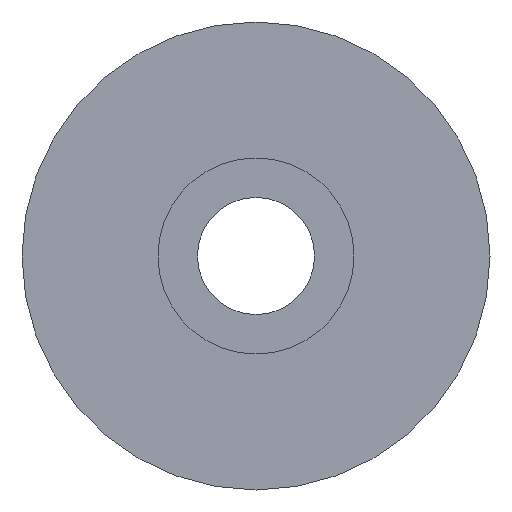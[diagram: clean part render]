
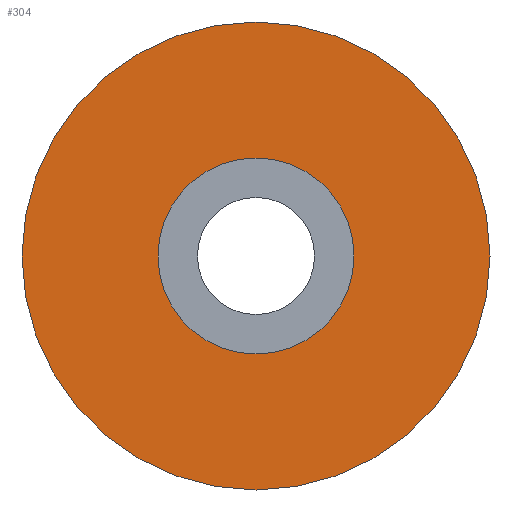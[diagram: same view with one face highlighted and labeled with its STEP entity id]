
A CAD part, front view. The second image highlights one B-rep face of the part: STEP entity #304.
In plain terms, the highlighted planar face has unit normal (0, -1, 0).
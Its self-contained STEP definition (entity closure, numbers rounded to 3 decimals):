
#2 = CARTESIAN_POINT ( 'NONE',  ( 0., 0., 0. ) ) ;
#3 = DIRECTION ( 'NONE',  ( 0., -1., 0. ) ) ;
#4 = DIRECTION ( 'NONE',  ( 0., 0., -1. ) ) ;
#11 = CARTESIAN_POINT ( 'NONE',  ( 0., 0., 0. ) ) ;
#12 = DIRECTION ( 'NONE',  ( 0., -1., 0. ) ) ;
#13 = DIRECTION ( 'NONE',  ( 0., 0., -1. ) ) ;
#30 = CARTESIAN_POINT ( 'NONE',  ( 0., 0., 0. ) ) ;
#31 = DIRECTION ( 'NONE',  ( 0., -1., 0. ) ) ;
#32 = DIRECTION ( 'NONE',  ( 0., 0., -1. ) ) ;
#62 = EDGE_LOOP ( 'NONE', ( #204, #205 ) ) ;
#63 = EDGE_LOOP ( 'NONE', ( #219, #218 ) ) ;
#66 = AXIS2_PLACEMENT_3D ( 'NONE', #143, #144, #145 ) ;
#69 = AXIS2_PLACEMENT_3D ( 'NONE', #131, #139, #140 ) ;
#73 = AXIS2_PLACEMENT_3D ( 'NONE', #2, #3, #4 ) ;
#75 = AXIS2_PLACEMENT_3D ( 'NONE', #11, #12, #13 ) ;
#80 = AXIS2_PLACEMENT_3D ( 'NONE', #30, #31, #32 ) ;
#105 = CARTESIAN_POINT ( 'NONE',  ( 0., 0., 3.35 ) ) ;
#107 = CARTESIAN_POINT ( 'NONE',  ( 0., 0., -3.35 ) ) ;
#110 = CARTESIAN_POINT ( 'NONE',  ( 0., 0., -8. ) ) ;
#111 = CARTESIAN_POINT ( 'NONE',  ( 0., 0., 8. ) ) ;
#131 = CARTESIAN_POINT ( 'NONE',  ( -3.35, 0., 0. ) ) ;
#138 = PLANE ( 'NONE',  #69 ) ;
#139 = DIRECTION ( 'NONE',  ( 0., 1., 0. ) ) ;
#140 = DIRECTION ( 'NONE',  ( 0., 0., 1. ) ) ;
#143 = CARTESIAN_POINT ( 'NONE',  ( 0., 0., 0. ) ) ;
#144 = DIRECTION ( 'NONE',  ( 0., -1., 0. ) ) ;
#145 = DIRECTION ( 'NONE',  ( 0., 0., -1. ) ) ;
#204 = ORIENTED_EDGE ( 'NONE', *, *, #315, .F. ) ;
#205 = ORIENTED_EDGE ( 'NONE', *, *, #319, .F. ) ;
#206 = VERTEX_POINT ( 'NONE', #107 ) ;
#208 = VERTEX_POINT ( 'NONE', #110 ) ;
#211 = VERTEX_POINT ( 'NONE', #111 ) ;
#213 = VERTEX_POINT ( 'NONE', #105 ) ;
#218 = ORIENTED_EDGE ( 'NONE', *, *, #324, .T. ) ;
#219 = ORIENTED_EDGE ( 'NONE', *, *, #307, .T. ) ;
#224 = CIRCLE ( 'NONE', #66, 8. ) ;
#234 = FACE_BOUND ( 'NONE', #62, .T. ) ;
#237 = FACE_OUTER_BOUND ( 'NONE', #63, .T. ) ;
#244 = CIRCLE ( 'NONE', #73, 3.35 ) ;
#252 = CIRCLE ( 'NONE', #75, 3.35 ) ;
#259 = CIRCLE ( 'NONE', #80, 8. ) ;
#304 = ADVANCED_FACE ( 'NONE', ( #234, #237 ), #138, .F. ) ;
#307 = EDGE_CURVE ( 'NONE', #208, #211, #224, .T. ) ;
#315 = EDGE_CURVE ( 'NONE', #206, #213, #244, .T. ) ;
#319 = EDGE_CURVE ( 'NONE', #213, #206, #252, .T. ) ;
#324 = EDGE_CURVE ( 'NONE', #211, #208, #259, .T. ) ;
